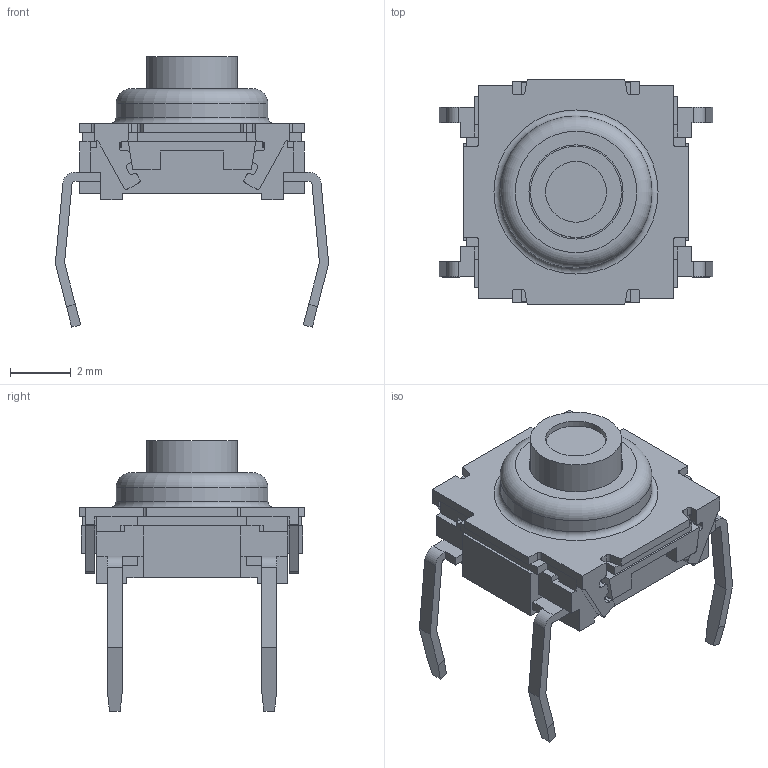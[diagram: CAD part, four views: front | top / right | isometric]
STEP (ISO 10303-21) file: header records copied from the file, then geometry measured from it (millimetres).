
FILE_DESCRIPTION((' '),'2;1');
FILE_NAME('TL6100AFxxxxP.stp','2017-07-28T15:49:57',(' '),(' '),' ','ACIS',' ');
FILE_SCHEMA(('CONFIG_CONTROL_DESIGN'));
Length unit declared in the file: inch
Products named in the file (1): TL6100AFxxxxP.stp
Bounding box: 9 x 7.4 x 8.9 mm (x, y, z)
Volume: 114.2 mm3; surface area: 391.6 mm2
Topology: 1 solids, 3 shells, 402 faces, 1120 edges, 733 vertices
Faces by surface type: plane 314, cylinder 83, torus 4, sphere 1
Full cylindrical faces by diameter (mm): 2 x1, 2.1 x1, 3 x1, 3.1 x1, 4 x1, 4.3 x1, 4.35 x1, 5 x1
Entity records: 12763 total; most frequent: CARTESIAN_POINT 2235, ORIENTED_EDGE 2206, DIRECTION 2080, EDGE_CURVE 1103, VECTOR 932, LINE 932, VERTEX_POINT 729, AXIS2_PLACEMENT_3D 574
